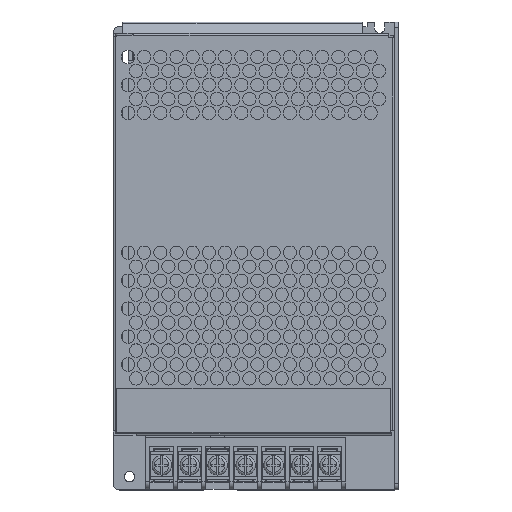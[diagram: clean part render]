
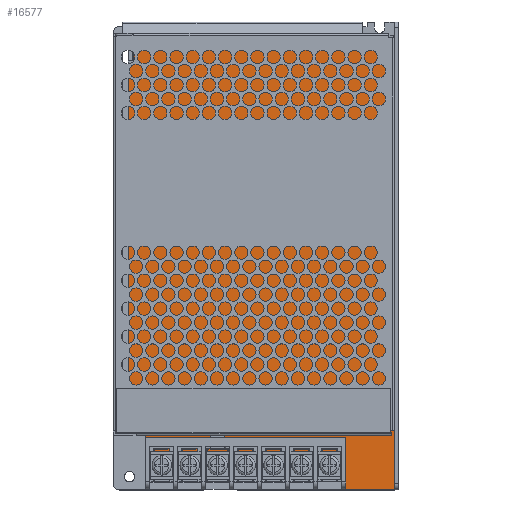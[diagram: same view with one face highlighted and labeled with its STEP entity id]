
A CAD part, top view. The second image highlights one B-rep face of the part: STEP entity #16577.
In plain terms, the highlighted planar face has unit normal (0, 0, 1).
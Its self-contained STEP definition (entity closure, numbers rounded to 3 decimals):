
#16066=DIRECTION('',(0.707,0.707,0.));
#16067=VECTOR('',#16066,0.707);
#16068=CARTESIAN_POINT('',(-72.,39.,0.));
#16069=LINE('',#16068,#16067);
#16070=DIRECTION('',(1.,0.,0.));
#16071=VECTOR('',#16070,23.9);
#16072=CARTESIAN_POINT('',(-71.5,39.5,0.));
#16073=LINE('',#16072,#16071);
#16074=DIRECTION('',(0.,1.,0.));
#16075=VECTOR('',#16074,5.2);
#16076=CARTESIAN_POINT('',(-47.6,39.5,0.));
#16077=LINE('',#16076,#16075);
#16078=DIRECTION('',(0.707,0.707,0.));
#16079=VECTOR('',#16078,0.707);
#16080=CARTESIAN_POINT('',(-47.6,44.7,0.));
#16081=LINE('',#16080,#16079);
#16082=DIRECTION('',(1.,0.,0.));
#16083=VECTOR('',#16082,115.);
#16084=CARTESIAN_POINT('',(-47.1,45.2,0.));
#16085=LINE('',#16084,#16083);
#16086=DIRECTION('',(0.707,-0.707,0.));
#16087=VECTOR('',#16086,0.707);
#16088=CARTESIAN_POINT('',(67.9,45.2,0.));
#16089=LINE('',#16088,#16087);
#16090=DIRECTION('',(0.,-1.,0.));
#16091=VECTOR('',#16090,1.4);
#16092=CARTESIAN_POINT('',(68.4,44.7,0.));
#16093=LINE('',#16092,#16091);
#16094=DIRECTION('',(1.,0.,0.));
#16095=VECTOR('',#16094,7.6);
#16096=CARTESIAN_POINT('',(68.4,43.3,0.));
#16097=LINE('',#16096,#16095);
#16098=DIRECTION('',(0.707,-0.707,0.));
#16099=VECTOR('',#16098,0.707);
#16100=CARTESIAN_POINT('',(76.,43.3,0.));
#16101=LINE('',#16100,#16099);
#16102=DIRECTION('',(0.,-1.,0.));
#16103=VECTOR('',#16102,87.5);
#16104=CARTESIAN_POINT('',(76.5,42.8,0.));
#16105=LINE('',#16104,#16103);
#16106=DIRECTION('',(-0.707,-0.707,0.));
#16107=VECTOR('',#16106,0.707);
#16108=CARTESIAN_POINT('',(76.5,-44.7,0.));
#16109=LINE('',#16108,#16107);
#16110=DIRECTION('',(-1.,0.,0.));
#16111=VECTOR('',#16110,10.5);
#16112=CARTESIAN_POINT('',(76.,-45.2,0.));
#16113=LINE('',#16112,#16111);
#16114=DIRECTION('',(-0.707,0.707,0.));
#16115=VECTOR('',#16114,0.707);
#16116=CARTESIAN_POINT('',(65.5,-45.2,0.));
#16117=LINE('',#16116,#16115);
#16118=DIRECTION('',(0.,1.,0.));
#16119=VECTOR('',#16118,2.5);
#16120=CARTESIAN_POINT('',(65.,-44.7,0.));
#16121=LINE('',#16120,#16119);
#16122=DIRECTION('',(-1.,0.,0.));
#16123=VECTOR('',#16122,6.);
#16124=CARTESIAN_POINT('',(65.,-42.2,0.));
#16125=LINE('',#16124,#16123);
#16126=DIRECTION('',(0.,-1.,0.));
#16127=VECTOR('',#16126,2.5);
#16128=CARTESIAN_POINT('',(59.,-42.2,0.));
#16129=LINE('',#16128,#16127);
#16130=DIRECTION('',(-0.707,-0.707,0.));
#16131=VECTOR('',#16130,0.707);
#16132=CARTESIAN_POINT('',(59.,-44.7,0.));
#16133=LINE('',#16132,#16131);
#16134=DIRECTION('',(-1.,0.,0.));
#16135=VECTOR('',#16134,56.841);
#16136=CARTESIAN_POINT('',(58.5,-45.2,0.));
#16137=LINE('',#16136,#16135);
#16138=DIRECTION('',(-0.857,0.514,0.));
#16139=VECTOR('',#16138,2.915);
#16140=CARTESIAN_POINT('',(1.659,-45.2,0.));
#16141=LINE('',#16140,#16139);
#16142=DIRECTION('',(-1.,0.,0.));
#16143=VECTOR('',#16142,42.018);
#16144=CARTESIAN_POINT('',(-0.841,-43.7,0.));
#16145=LINE('',#16144,#16143);
#16146=DIRECTION('',(-0.857,-0.514,0.));
#16147=VECTOR('',#16146,2.915);
#16148=CARTESIAN_POINT('',(-42.859,-43.7,0.));
#16149=LINE('',#16148,#16147);
#16150=DIRECTION('',(-1.,0.,0.));
#16151=VECTOR('',#16150,6.141);
#16152=CARTESIAN_POINT('',(-45.359,-45.2,0.));
#16153=LINE('',#16152,#16151);
#16154=DIRECTION('',(-1.,0.,0.));
#16155=VECTOR('',#16154,24.5);
#16156=CARTESIAN_POINT('',(-51.5,-45.2,0.));
#16157=LINE('',#16156,#16155);
#16158=DIRECTION('',(-0.707,0.707,0.));
#16159=VECTOR('',#16158,0.707);
#16160=CARTESIAN_POINT('',(-76.,-45.2,0.));
#16161=LINE('',#16160,#16159);
#16162=DIRECTION('',(0.,1.,0.));
#16163=VECTOR('',#16162,56.7);
#16164=CARTESIAN_POINT('',(-76.5,-44.7,0.));
#16165=LINE('',#16164,#16163);
#16166=DIRECTION('',(0.707,0.707,0.));
#16167=VECTOR('',#16166,0.707);
#16168=CARTESIAN_POINT('',(-76.5,12.,0.));
#16169=LINE('',#16168,#16167);
#16170=DIRECTION('',(1.,0.,0.));
#16171=VECTOR('',#16170,4.);
#16172=CARTESIAN_POINT('',(-76.,12.5,0.));
#16173=LINE('',#16172,#16171);
#16174=DIRECTION('',(0.,1.,0.));
#16175=VECTOR('',#16174,26.5);
#16176=CARTESIAN_POINT('',(-72.,12.5,0.));
#16177=LINE('',#16176,#16175);
#16402=CARTESIAN_POINT('',(-72.,39.,0.));
#16403=CARTESIAN_POINT('',(-71.5,39.5,0.));
#16404=VERTEX_POINT('',#16402);
#16405=VERTEX_POINT('',#16403);
#16406=CARTESIAN_POINT('',(-47.6,39.5,0.));
#16407=VERTEX_POINT('',#16406);
#16408=CARTESIAN_POINT('',(-47.6,44.7,0.));
#16409=VERTEX_POINT('',#16408);
#16410=CARTESIAN_POINT('',(-47.1,45.2,0.));
#16411=VERTEX_POINT('',#16410);
#16412=CARTESIAN_POINT('',(67.9,45.2,0.));
#16413=VERTEX_POINT('',#16412);
#16414=CARTESIAN_POINT('',(68.4,44.7,0.));
#16415=VERTEX_POINT('',#16414);
#16416=CARTESIAN_POINT('',(68.4,43.3,0.));
#16417=VERTEX_POINT('',#16416);
#16418=CARTESIAN_POINT('',(76.,43.3,0.));
#16419=VERTEX_POINT('',#16418);
#16420=CARTESIAN_POINT('',(76.5,42.8,0.));
#16421=VERTEX_POINT('',#16420);
#16422=CARTESIAN_POINT('',(76.5,-44.7,0.));
#16423=VERTEX_POINT('',#16422);
#16424=CARTESIAN_POINT('',(76.,-45.2,0.));
#16425=VERTEX_POINT('',#16424);
#16426=CARTESIAN_POINT('',(65.5,-45.2,0.));
#16427=VERTEX_POINT('',#16426);
#16428=CARTESIAN_POINT('',(65.,-44.7,0.));
#16429=VERTEX_POINT('',#16428);
#16430=CARTESIAN_POINT('',(65.,-42.2,0.));
#16431=VERTEX_POINT('',#16430);
#16432=CARTESIAN_POINT('',(59.,-42.2,0.));
#16433=VERTEX_POINT('',#16432);
#16434=CARTESIAN_POINT('',(59.,-44.7,0.));
#16435=VERTEX_POINT('',#16434);
#16436=CARTESIAN_POINT('',(58.5,-45.2,0.));
#16437=VERTEX_POINT('',#16436);
#16438=CARTESIAN_POINT('',(1.659,-45.2,0.));
#16439=VERTEX_POINT('',#16438);
#16440=CARTESIAN_POINT('',(-0.841,-43.7,0.));
#16441=VERTEX_POINT('',#16440);
#16442=CARTESIAN_POINT('',(-42.859,-43.7,0.));
#16443=VERTEX_POINT('',#16442);
#16444=CARTESIAN_POINT('',(-45.359,-45.2,0.));
#16445=VERTEX_POINT('',#16444);
#16446=CARTESIAN_POINT('',(-51.5,-45.2,0.));
#16447=VERTEX_POINT('',#16446);
#16448=CARTESIAN_POINT('',(-76.,-45.2,0.));
#16449=VERTEX_POINT('',#16448);
#16450=CARTESIAN_POINT('',(-76.5,-44.7,0.));
#16451=VERTEX_POINT('',#16450);
#16452=CARTESIAN_POINT('',(-76.5,12.,0.));
#16453=VERTEX_POINT('',#16452);
#16454=CARTESIAN_POINT('',(-76.,12.5,0.));
#16455=VERTEX_POINT('',#16454);
#16456=CARTESIAN_POINT('',(-72.,12.5,0.));
#16457=VERTEX_POINT('',#16456);
#16514=CARTESIAN_POINT('',(0.,0.,0.));
#16515=DIRECTION('',(0.,0.,1.));
#16516=DIRECTION('',(1.,0.,0.));
#16517=AXIS2_PLACEMENT_3D('',#16514,#16515,#16516);
#16518=PLANE('',#16517);
#16520=ORIENTED_EDGE('',*,*,#16519,.T.);
#16522=ORIENTED_EDGE('',*,*,#16521,.T.);
#16524=ORIENTED_EDGE('',*,*,#16523,.T.);
#16526=ORIENTED_EDGE('',*,*,#16525,.T.);
#16528=ORIENTED_EDGE('',*,*,#16527,.T.);
#16530=ORIENTED_EDGE('',*,*,#16529,.T.);
#16532=ORIENTED_EDGE('',*,*,#16531,.T.);
#16534=ORIENTED_EDGE('',*,*,#16533,.T.);
#16536=ORIENTED_EDGE('',*,*,#16535,.T.);
#16538=ORIENTED_EDGE('',*,*,#16537,.T.);
#16540=ORIENTED_EDGE('',*,*,#16539,.T.);
#16542=ORIENTED_EDGE('',*,*,#16541,.T.);
#16544=ORIENTED_EDGE('',*,*,#16543,.T.);
#16546=ORIENTED_EDGE('',*,*,#16545,.T.);
#16548=ORIENTED_EDGE('',*,*,#16547,.T.);
#16550=ORIENTED_EDGE('',*,*,#16549,.T.);
#16552=ORIENTED_EDGE('',*,*,#16551,.T.);
#16554=ORIENTED_EDGE('',*,*,#16553,.T.);
#16556=ORIENTED_EDGE('',*,*,#16555,.T.);
#16558=ORIENTED_EDGE('',*,*,#16557,.T.);
#16560=ORIENTED_EDGE('',*,*,#16559,.T.);
#16562=ORIENTED_EDGE('',*,*,#16561,.T.);
#16564=ORIENTED_EDGE('',*,*,#16563,.T.);
#16566=ORIENTED_EDGE('',*,*,#16565,.T.);
#16568=ORIENTED_EDGE('',*,*,#16567,.T.);
#16570=ORIENTED_EDGE('',*,*,#16569,.T.);
#16572=ORIENTED_EDGE('',*,*,#16571,.T.);
#16574=ORIENTED_EDGE('',*,*,#16573,.T.);
#16575=EDGE_LOOP('',(#16520,#16522,#16524,#16526,#16528,#16530,#16532,#16534,
#16536,#16538,#16540,#16542,#16544,#16546,#16548,#16550,#16552,#16554,#16556,
#16558,#16560,#16562,#16564,#16566,#16568,#16570,#16572,#16574));
#16576=FACE_OUTER_BOUND('',#16575,.F.);
#16519=EDGE_CURVE('',#16404,#16405,#16069,.T.);
#16521=EDGE_CURVE('',#16405,#16407,#16073,.T.);
#16523=EDGE_CURVE('',#16407,#16409,#16077,.T.);
#16525=EDGE_CURVE('',#16409,#16411,#16081,.T.);
#16527=EDGE_CURVE('',#16411,#16413,#16085,.T.);
#16529=EDGE_CURVE('',#16413,#16415,#16089,.T.);
#16531=EDGE_CURVE('',#16415,#16417,#16093,.T.);
#16533=EDGE_CURVE('',#16417,#16419,#16097,.T.);
#16535=EDGE_CURVE('',#16419,#16421,#16101,.T.);
#16537=EDGE_CURVE('',#16421,#16423,#16105,.T.);
#16539=EDGE_CURVE('',#16423,#16425,#16109,.T.);
#16541=EDGE_CURVE('',#16425,#16427,#16113,.T.);
#16543=EDGE_CURVE('',#16427,#16429,#16117,.T.);
#16545=EDGE_CURVE('',#16429,#16431,#16121,.T.);
#16547=EDGE_CURVE('',#16431,#16433,#16125,.T.);
#16549=EDGE_CURVE('',#16433,#16435,#16129,.T.);
#16551=EDGE_CURVE('',#16435,#16437,#16133,.T.);
#16553=EDGE_CURVE('',#16437,#16439,#16137,.T.);
#16555=EDGE_CURVE('',#16439,#16441,#16141,.T.);
#16557=EDGE_CURVE('',#16441,#16443,#16145,.T.);
#16559=EDGE_CURVE('',#16443,#16445,#16149,.T.);
#16561=EDGE_CURVE('',#16445,#16447,#16153,.T.);
#16563=EDGE_CURVE('',#16447,#16449,#16157,.T.);
#16565=EDGE_CURVE('',#16449,#16451,#16161,.T.);
#16567=EDGE_CURVE('',#16451,#16453,#16165,.T.);
#16569=EDGE_CURVE('',#16453,#16455,#16169,.T.);
#16571=EDGE_CURVE('',#16455,#16457,#16173,.T.);
#16573=EDGE_CURVE('',#16457,#16404,#16177,.T.);
#16577=ADVANCED_FACE('',(#16576),#16518,.T.);
